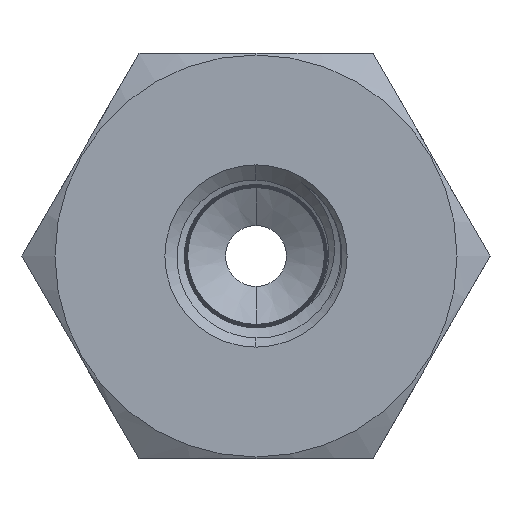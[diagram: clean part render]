
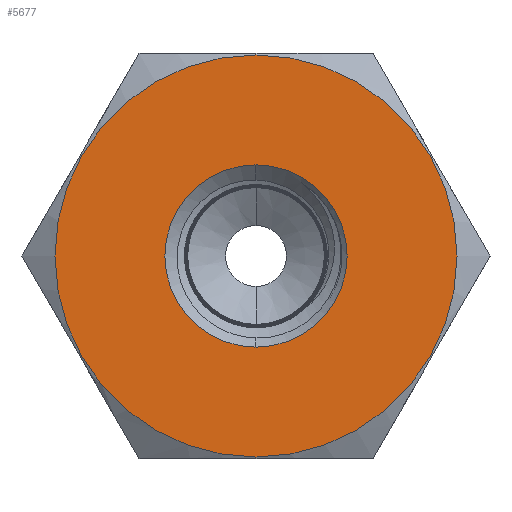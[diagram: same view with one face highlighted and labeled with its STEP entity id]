
A CAD part, left-side view. The second image highlights one B-rep face of the part: STEP entity #5677.
In plain terms, the highlighted planar face has unit normal (-1, 0, 0).
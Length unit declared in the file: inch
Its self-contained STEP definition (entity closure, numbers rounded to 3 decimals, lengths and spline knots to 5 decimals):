
#1017 = VERTEX_POINT ( 'NONE', #12612 ) ;
#1227 = CIRCLE ( 'NONE', #4618, 0.281 ) ;
#1543 = CIRCLE ( 'NONE', #12164, 0.62 ) ;
#1559 = DIRECTION ( 'NONE',  ( 0., 0., 1. ) ) ;
#1963 = CIRCLE ( 'NONE', #2261, 0.281 ) ;
#2176 = DIRECTION ( 'NONE',  ( -1., 0., 0. ) ) ;
#2261 = AXIS2_PLACEMENT_3D ( 'NONE', #14080, #9399, #3682 ) ;
#2538 = AXIS2_PLACEMENT_3D ( 'NONE', #2617, #8858, #4011 ) ;
#2617 = CARTESIAN_POINT ( 'NONE',  ( -1., 0., 0. ) ) ;
#2922 = DIRECTION ( 'NONE',  ( 1., 0., 0. ) ) ;
#2948 = CARTESIAN_POINT ( 'NONE',  ( -1., 0., 0. ) ) ;
#3515 = ORIENTED_EDGE ( 'NONE', *, *, #11109, .T. ) ;
#3682 = DIRECTION ( 'NONE',  ( 0., 0., 1. ) ) ;
#4011 = DIRECTION ( 'NONE',  ( 0., 0., 1. ) ) ;
#4542 = FACE_BOUND ( 'NONE', #11663, .T. ) ;
#4618 = AXIS2_PLACEMENT_3D ( 'NONE', #9018, #2176, #10246 ) ;
#5057 = VERTEX_POINT ( 'NONE', #5296 ) ;
#5282 = VERTEX_POINT ( 'NONE', #8974 ) ;
#5296 = CARTESIAN_POINT ( 'NONE',  ( -1., 0., 0.62 ) ) ;
#5484 = EDGE_CURVE ( 'NONE', #5282, #1017, #1227, .T. ) ;
#5677 = ADVANCED_FACE ( 'NONE', ( #4542, #13699 ), #14433, .F. ) ;
#6490 = EDGE_CURVE ( 'NONE', #1017, #5282, #1963, .T. ) ;
#7297 = VERTEX_POINT ( 'NONE', #13478 ) ;
#7422 = DIRECTION ( 'NONE',  ( 0., 0., -1. ) ) ;
#8540 = EDGE_CURVE ( 'NONE', #7297, #5057, #11471, .T. ) ;
#8811 = AXIS2_PLACEMENT_3D ( 'NONE', #14480, #2922, #7422 ) ;
#8858 = DIRECTION ( 'NONE',  ( -1., 0., 0. ) ) ;
#8974 = CARTESIAN_POINT ( 'NONE',  ( -1., 0., 0.281 ) ) ;
#9018 = CARTESIAN_POINT ( 'NONE',  ( -1., 0., 0. ) ) ;
#9399 = DIRECTION ( 'NONE',  ( -1., 0., 0. ) ) ;
#10246 = DIRECTION ( 'NONE',  ( 0., 0., 1. ) ) ;
#11109 = EDGE_CURVE ( 'NONE', #5057, #7297, #1543, .T. ) ;
#11471 = CIRCLE ( 'NONE', #2538, 0.62 ) ;
#11663 = EDGE_LOOP ( 'NONE', ( #14520, #12830 ) ) ;
#12150 = DIRECTION ( 'NONE',  ( -1., 0., 0. ) ) ;
#12164 = AXIS2_PLACEMENT_3D ( 'NONE', #2948, #12150, #1559 ) ;
#12612 = CARTESIAN_POINT ( 'NONE',  ( -1., 0., -0.281 ) ) ;
#12762 = ORIENTED_EDGE ( 'NONE', *, *, #8540, .T. ) ;
#12830 = ORIENTED_EDGE ( 'NONE', *, *, #6490, .F. ) ;
#13478 = CARTESIAN_POINT ( 'NONE',  ( -1., 0., -0.62 ) ) ;
#13699 = FACE_OUTER_BOUND ( 'NONE', #14746, .T. ) ;
#14080 = CARTESIAN_POINT ( 'NONE',  ( -1., 0., 0. ) ) ;
#14433 = PLANE ( 'NONE',  #8811 ) ;
#14480 = CARTESIAN_POINT ( 'NONE',  ( -1., 0., 0. ) ) ;
#14520 = ORIENTED_EDGE ( 'NONE', *, *, #5484, .F. ) ;
#14746 = EDGE_LOOP ( 'NONE', ( #12762, #3515 ) ) ;
